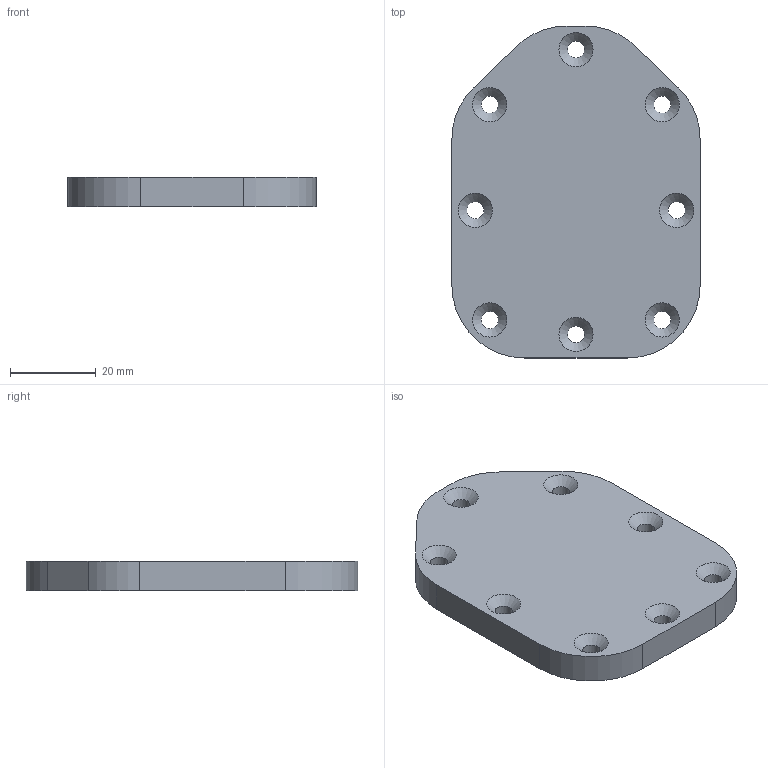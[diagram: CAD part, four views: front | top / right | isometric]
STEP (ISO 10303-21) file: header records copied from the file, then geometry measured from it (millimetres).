
FILE_DESCRIPTION(/* description */ (''),/* implementation_level */ '2;1');
FILE_NAME(/* name */ 'turtle-tag-v0.2.9-thick-pom-base-blank.step',/* time_stamp */ '2023-04-05T19:59:39+01:00',/* author */ (''),/* organization */ (''),/* preprocessor_version */ 'ST-DEVELOPER v19.2',/* originating_system */ 'Autodesk Translation Framework v11.17.0.187',/* authorisation */ '');
FILE_SCHEMA (('AUTOMOTIVE_DESIGN { 1 0 10303 214 3 1 1 }'));
Length unit declared in the file: millimetre
Products named in the file (3): turtle-tag-v0.2.9-thick-pom-base; bottom v1; plate
Assembly tree (2 placements, depth 3):
  turtle-tag-v0.2.9-thick-pom-base
    bottom v1
      plate
Bounding box: 58 x 77.55 x 7 mm (x, y, z)
Volume: 22275.6 mm3; surface area: 10411.5 mm2
Topology: 1 solids, 1 shells, 43 faces, 112 edges, 72 vertices
Faces by surface type: cylinder 20, plane 15, cone 8
Full cylindrical faces by diameter (mm): 4 x8
Entity records: 1442 total; most frequent: DIRECTION 256, CARTESIAN_POINT 232, ORIENTED_EDGE 224, EDGE_CURVE 112, AXIS2_PLACEMENT_3D 96, VERTEX_POINT 72, LINE 64, VECTOR 64
